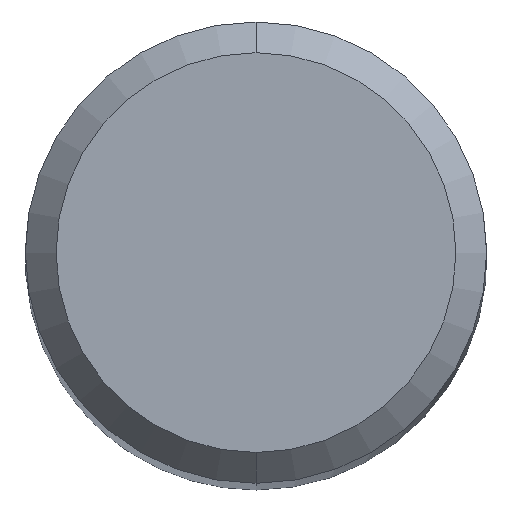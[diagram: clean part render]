
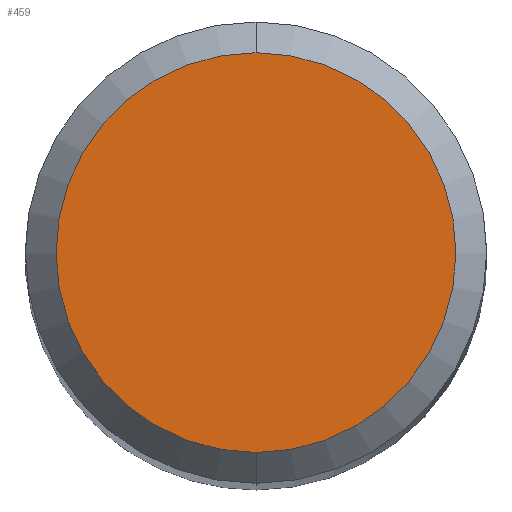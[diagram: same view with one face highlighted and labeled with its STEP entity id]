
A CAD part, top view. The second image highlights one B-rep face of the part: STEP entity #459.
In plain terms, the highlighted planar face has unit normal (0, 0, 1).
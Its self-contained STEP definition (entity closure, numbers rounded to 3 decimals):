
#459=ADVANCED_FACE('',(#1150),#1151,.T.);
#535=VERTEX_POINT('',#1233);
#639=VERTEX_POINT('',#1345);
#687=EDGE_CURVE('',#535,#639,#1397,.T.);
#825=EDGE_CURVE('',#639,#535,#1550,.T.);
#1150=FACE_OUTER_BOUND('',#3440,.T.);
#1151=PLANE('',#3441);
#1233=CARTESIAN_POINT('',(0.0,2.6,0.0));
#1345=CARTESIAN_POINT('',(0.,-2.6,0.0));
#1397=CIRCLE('',#7166,2.6);
#1550=CIRCLE('',#8025,2.6);
#3440=EDGE_LOOP('',(#10852,#10853));
#3441=AXIS2_PLACEMENT_3D('',#10854,#10855,#10856);
#7166=AXIS2_PLACEMENT_3D('',#11125,#11126,#11127);
#8025=AXIS2_PLACEMENT_3D('',#11282,#11283,#11284);
#10852=ORIENTED_EDGE('',*,*,#687,.F.);
#10853=ORIENTED_EDGE('',*,*,#825,.F.);
#10854=CARTESIAN_POINT('',(0.0,1.3,0.0));
#10855=DIRECTION('',(-0.0,0.0,1.0));
#10856=DIRECTION('',(0.0,-1.0,0.0));
#11125=CARTESIAN_POINT('',(0.0,0.0,0.0));
#11126=DIRECTION('',(0.0,0.0,-1.0));
#11127=DIRECTION('',(0.0,1.0,0.0));
#11282=CARTESIAN_POINT('',(0.0,0.0,0.0));
#11283=DIRECTION('',(0.0,0.0,-1.0));
#11284=DIRECTION('',(0.0,1.0,0.0));
